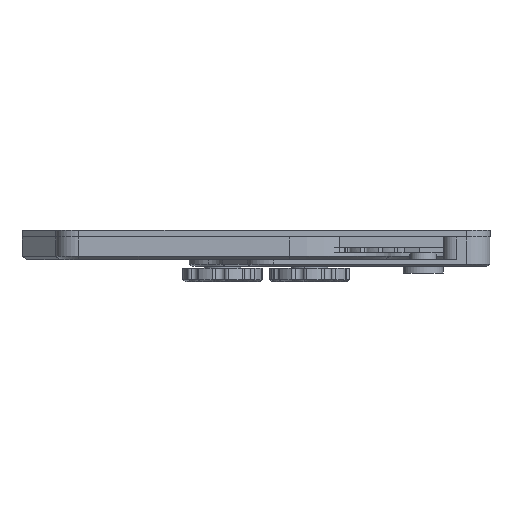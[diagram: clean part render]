
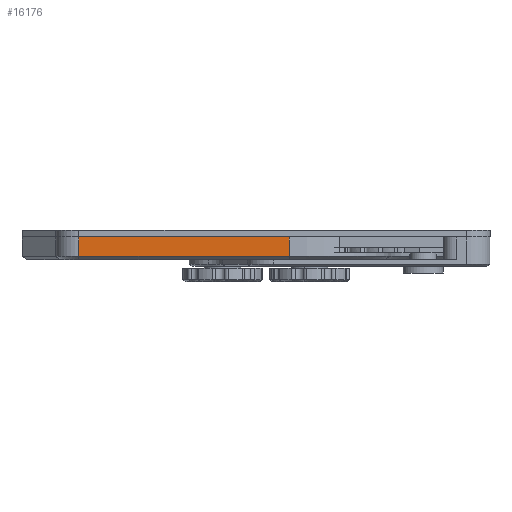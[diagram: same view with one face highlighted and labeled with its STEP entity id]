
A CAD part, front view. The second image highlights one B-rep face of the part: STEP entity #16176.
In plain terms, the highlighted planar face has unit normal (0, -1, 0).
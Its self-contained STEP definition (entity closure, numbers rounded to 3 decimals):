
#680 = LINE ( 'NONE', #1317, #13979 ) ;
#1317 = CARTESIAN_POINT ( 'NONE',  ( -26.5, -45., 2.5 ) ) ;
#1570 = DIRECTION ( 'NONE',  ( 0., 0., 1. ) ) ;
#2679 = CARTESIAN_POINT ( 'NONE',  ( 26.5, -45., 3. ) ) ;
#2966 = LINE ( 'NONE', #2679, #3398 ) ;
#3398 = VECTOR ( 'NONE', #12348, 1000. ) ;
#3590 = EDGE_LOOP ( 'NONE', ( #6085, #22042, #12515, #30628 ) ) ;
#6085 = ORIENTED_EDGE ( 'NONE', *, *, #16937, .F. ) ;
#6635 = DIRECTION ( 'NONE',  ( 0., 1., 0. ) ) ;
#7078 = LINE ( 'NONE', #21265, #8618 ) ;
#8275 = CARTESIAN_POINT ( 'NONE',  ( 26.5, -45., 2.5 ) ) ;
#8618 = VECTOR ( 'NONE', #16706, 1000. ) ;
#8694 = PLANE ( 'NONE',  #8944 ) ;
#8944 = AXIS2_PLACEMENT_3D ( 'NONE', #27928, #6635, #1570 ) ;
#9007 = EDGE_CURVE ( 'NONE', #15170, #27561, #7078, .T. ) ;
#9486 = VERTEX_POINT ( 'NONE', #8275 ) ;
#11854 = VERTEX_POINT ( 'NONE', #17926 ) ;
#12348 = DIRECTION ( 'NONE',  ( 0., 0., -1. ) ) ;
#12515 = ORIENTED_EDGE ( 'NONE', *, *, #9007, .T. ) ;
#13020 = DIRECTION ( 'NONE',  ( -1., 0., 0. ) ) ;
#13979 = VECTOR ( 'NONE', #13020, 1000. ) ;
#14868 = CARTESIAN_POINT ( 'NONE',  ( 26.5, -45., -0.4 ) ) ;
#15170 = VERTEX_POINT ( 'NONE', #24237 ) ;
#16176 = ADVANCED_FACE ( 'NONE', ( #18609 ), #8694, .F. ) ;
#16706 = DIRECTION ( 'NONE',  ( 0., 0., -1. ) ) ;
#16937 = EDGE_CURVE ( 'NONE', #9486, #11854, #2966, .T. ) ;
#17926 = CARTESIAN_POINT ( 'NONE',  ( 26.5, -45., -0.4 ) ) ;
#18609 = FACE_OUTER_BOUND ( 'NONE', #3590, .T. ) ;
#19320 = VECTOR ( 'NONE', #29532, 1000. ) ;
#20291 = CARTESIAN_POINT ( 'NONE',  ( -5., -45., -0.4 ) ) ;
#21265 = CARTESIAN_POINT ( 'NONE',  ( -5., -45., 3. ) ) ;
#22042 = ORIENTED_EDGE ( 'NONE', *, *, #27803, .T. ) ;
#24143 = EDGE_CURVE ( 'NONE', #11854, #27561, #24605, .T. ) ;
#24237 = CARTESIAN_POINT ( 'NONE',  ( -5., -45., 2.5 ) ) ;
#24605 = LINE ( 'NONE', #14868, #19320 ) ;
#27561 = VERTEX_POINT ( 'NONE', #20291 ) ;
#27803 = EDGE_CURVE ( 'NONE', #9486, #15170, #680, .T. ) ;
#27928 = CARTESIAN_POINT ( 'NONE',  ( -26.5, -45., 3. ) ) ;
#29532 = DIRECTION ( 'NONE',  ( -1., 0., 0. ) ) ;
#30628 = ORIENTED_EDGE ( 'NONE', *, *, #24143, .F. ) ;
